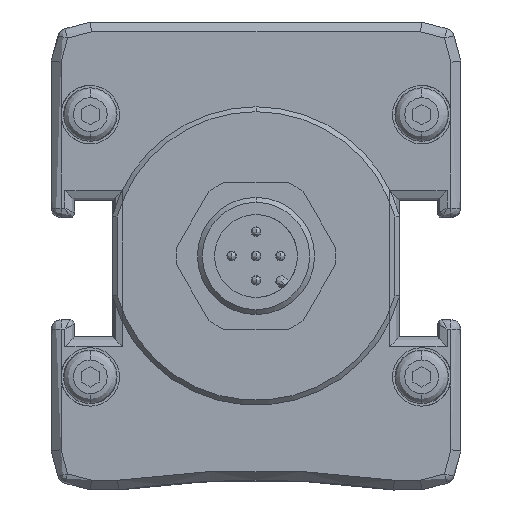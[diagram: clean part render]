
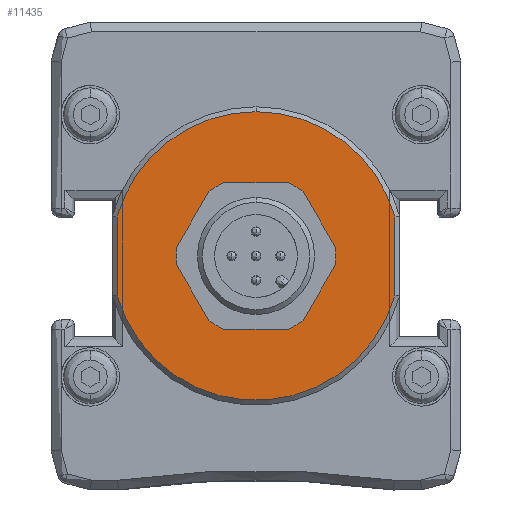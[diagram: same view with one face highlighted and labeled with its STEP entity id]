
A CAD part, front view. The second image highlights one B-rep face of the part: STEP entity #11435.
In plain terms, the highlighted planar face has unit normal (0, -1, 0).
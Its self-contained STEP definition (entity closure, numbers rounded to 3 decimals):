
#188 = DIRECTION ( 'NONE',  ( 0., 0., -1. ) ) ;
#282 = EDGE_CURVE ( 'NONE', #10170, #3373, #7716, .T. ) ;
#452 = ORIENTED_EDGE ( 'NONE', *, *, #9001, .T. ) ;
#567 = CIRCLE ( 'NONE', #6252, 14.8 ) ;
#752 = DIRECTION ( 'NONE',  ( 0., -1., 0. ) ) ;
#977 = LINE ( 'NONE', #11533, #3303 ) ;
#1008 = CARTESIAN_POINT ( 'NONE',  ( 0., -958., 0. ) ) ;
#1137 = VERTEX_POINT ( 'NONE', #9965 ) ;
#1462 = ORIENTED_EDGE ( 'NONE', *, *, #282, .T. ) ;
#1643 = CARTESIAN_POINT ( 'NONE',  ( -14.25, -958., -3.997 ) ) ;
#1941 = ORIENTED_EDGE ( 'NONE', *, *, #11135, .T. ) ;
#2008 = PLANE ( 'NONE',  #10191 ) ;
#2997 = DIRECTION ( 'NONE',  ( 0., 0., -1. ) ) ;
#3167 = CARTESIAN_POINT ( 'NONE',  ( 0., -958., 14.8 ) ) ;
#3303 = VECTOR ( 'NONE', #12516, 1000. ) ;
#3373 = VERTEX_POINT ( 'NONE', #5664 ) ;
#3878 = VECTOR ( 'NONE', #188, 1000. ) ;
#4070 = AXIS2_PLACEMENT_3D ( 'NONE', #6721, #752, #7706 ) ;
#4111 = CARTESIAN_POINT ( 'NONE',  ( 0., -958., 0. ) ) ;
#5123 = DIRECTION ( 'NONE',  ( 0., 0., -1. ) ) ;
#5654 = DIRECTION ( 'NONE',  ( 0., -1., 0. ) ) ;
#5664 = CARTESIAN_POINT ( 'NONE',  ( 14.25, -958., -3.997 ) ) ;
#5964 = DIRECTION ( 'NONE',  ( 0., -1., 0. ) ) ;
#6131 = CARTESIAN_POINT ( 'NONE',  ( -14.25, -958., 0. ) ) ;
#6252 = AXIS2_PLACEMENT_3D ( 'NONE', #4111, #11089, #5123 ) ;
#6393 = EDGE_CURVE ( 'NONE', #11325, #11549, #567, .T. ) ;
#6531 = LINE ( 'NONE', #6131, #3878 ) ;
#6617 = CIRCLE ( 'NONE', #4070, 14.8 ) ;
#6721 = CARTESIAN_POINT ( 'NONE',  ( 0., -958., 0. ) ) ;
#7706 = DIRECTION ( 'NONE',  ( 0., 0., -1. ) ) ;
#7716 = CIRCLE ( 'NONE', #10740, 14.8 ) ;
#8743 = EDGE_LOOP ( 'NONE', ( #452, #1462, #1941, #12075, #11891 ) ) ;
#9001 = EDGE_CURVE ( 'NONE', #1137, #10170, #6531, .T. ) ;
#9965 = CARTESIAN_POINT ( 'NONE',  ( -14.25, -958., 3.997 ) ) ;
#10170 = VERTEX_POINT ( 'NONE', #1643 ) ;
#10191 = AXIS2_PLACEMENT_3D ( 'NONE', #1008, #5964, #2997 ) ;
#10228 = EDGE_CURVE ( 'NONE', #11549, #1137, #6617, .T. ) ;
#10740 = AXIS2_PLACEMENT_3D ( 'NONE', #11630, #5654, #12623 ) ;
#11089 = DIRECTION ( 'NONE',  ( 0., -1., 0. ) ) ;
#11135 = EDGE_CURVE ( 'NONE', #3373, #11325, #977, .T. ) ;
#11325 = VERTEX_POINT ( 'NONE', #12764 ) ;
#11435 = ADVANCED_FACE ( 'NONE', ( #12478 ), #2008, .T. ) ;
#11533 = CARTESIAN_POINT ( 'NONE',  ( 14.25, -958., 4.065 ) ) ;
#11549 = VERTEX_POINT ( 'NONE', #3167 ) ;
#11630 = CARTESIAN_POINT ( 'NONE',  ( 0., -958., 0. ) ) ;
#11891 = ORIENTED_EDGE ( 'NONE', *, *, #10228, .T. ) ;
#12075 = ORIENTED_EDGE ( 'NONE', *, *, #6393, .T. ) ;
#12478 = FACE_OUTER_BOUND ( 'NONE', #8743, .T. ) ;
#12516 = DIRECTION ( 'NONE',  ( 0., 0., 1. ) ) ;
#12623 = DIRECTION ( 'NONE',  ( 0., 0., -1. ) ) ;
#12764 = CARTESIAN_POINT ( 'NONE',  ( 14.25, -958., 3.997 ) ) ;
